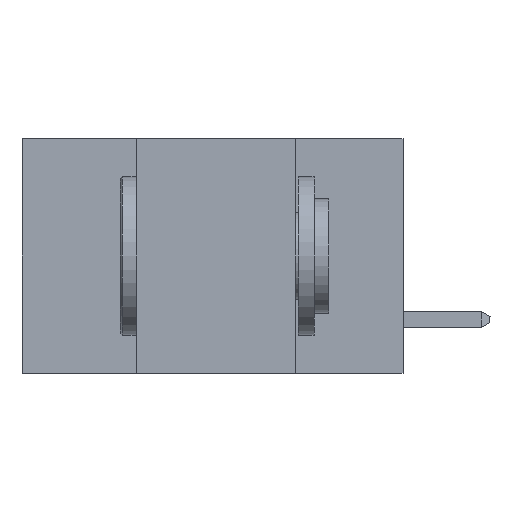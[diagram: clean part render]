
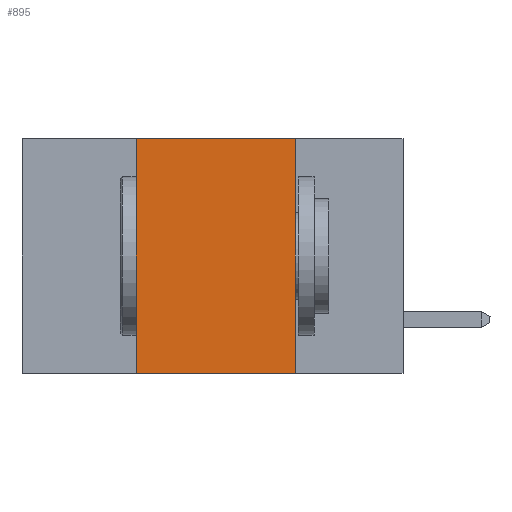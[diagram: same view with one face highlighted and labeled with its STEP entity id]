
A CAD part, left-side view. The second image highlights one B-rep face of the part: STEP entity #895.
In plain terms, the highlighted planar face has unit normal (-1, 0, 0).
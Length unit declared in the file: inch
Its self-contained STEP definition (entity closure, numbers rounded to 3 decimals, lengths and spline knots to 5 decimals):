
#895 = ADVANCED_FACE ( 'NONE', ( #3460 ), #33210, .F. ) ;
#1158 = ORIENTED_EDGE ( 'NONE', *, *, #7272, .F. ) ;
#1517 = VECTOR ( 'NONE', #3344, 39.37008 ) ;
#1717 = EDGE_LOOP ( 'NONE', ( #32659, #1158, #31872, #20936 ) ) ;
#1726 = LINE ( 'NONE', #12480, #10186 ) ;
#3043 = CARTESIAN_POINT ( 'NONE',  ( 0., 0.6, 0. ) ) ;
#3344 = DIRECTION ( 'NONE',  ( 0., 0., -1. ) ) ;
#3460 = FACE_OUTER_BOUND ( 'NONE', #1717, .T. ) ;
#3467 = VERTEX_POINT ( 'NONE', #14570 ) ;
#4580 = DIRECTION ( 'NONE',  ( 0., -1., 0. ) ) ;
#4809 = EDGE_CURVE ( 'NONE', #25330, #15041, #1726, .T. ) ;
#7272 = EDGE_CURVE ( 'NONE', #15041, #11060, #33124, .T. ) ;
#10186 = VECTOR ( 'NONE', #23455, 39.37008 ) ;
#11060 = VERTEX_POINT ( 'NONE', #33072 ) ;
#12034 = VECTOR ( 'NONE', #4580, 39.37008 ) ;
#12480 = CARTESIAN_POINT ( 'NONE',  ( 0., 0.42, 0. ) ) ;
#12650 = CARTESIAN_POINT ( 'NONE',  ( 0., 0.6, -0.37 ) ) ;
#13262 = AXIS2_PLACEMENT_3D ( 'NONE', #25481, #17191, #25253 ) ;
#14192 = LINE ( 'NONE', #12650, #12034 ) ;
#14570 = CARTESIAN_POINT ( 'NONE',  ( 0., 0.17, -0.37 ) ) ;
#15041 = VERTEX_POINT ( 'NONE', #17478 ) ;
#17191 = DIRECTION ( 'NONE',  ( 1., 0., 0. ) ) ;
#17478 = CARTESIAN_POINT ( 'NONE',  ( 0., 0.42, 0. ) ) ;
#20936 = ORIENTED_EDGE ( 'NONE', *, *, #22698, .T. ) ;
#21014 = EDGE_CURVE ( 'NONE', #11060, #3467, #21056, .T. ) ;
#21056 = LINE ( 'NONE', #22150, #1517 ) ;
#22150 = CARTESIAN_POINT ( 'NONE',  ( 0., 0.17, 0. ) ) ;
#22698 = EDGE_CURVE ( 'NONE', #25330, #3467, #14192, .T. ) ;
#23455 = DIRECTION ( 'NONE',  ( 0., 0., 1. ) ) ;
#25253 = DIRECTION ( 'NONE',  ( 0., 0., -1. ) ) ;
#25330 = VERTEX_POINT ( 'NONE', #32005 ) ;
#25481 = CARTESIAN_POINT ( 'NONE',  ( 0., 0.6, 0. ) ) ;
#26001 = VECTOR ( 'NONE', #34808, 39.37008 ) ;
#31872 = ORIENTED_EDGE ( 'NONE', *, *, #4809, .F. ) ;
#32005 = CARTESIAN_POINT ( 'NONE',  ( 0., 0.42, -0.37 ) ) ;
#32659 = ORIENTED_EDGE ( 'NONE', *, *, #21014, .F. ) ;
#33072 = CARTESIAN_POINT ( 'NONE',  ( 0., 0.17, 0. ) ) ;
#33124 = LINE ( 'NONE', #3043, #26001 ) ;
#33210 = PLANE ( 'NONE',  #13262 ) ;
#34808 = DIRECTION ( 'NONE',  ( 0., -1., 0. ) ) ;
